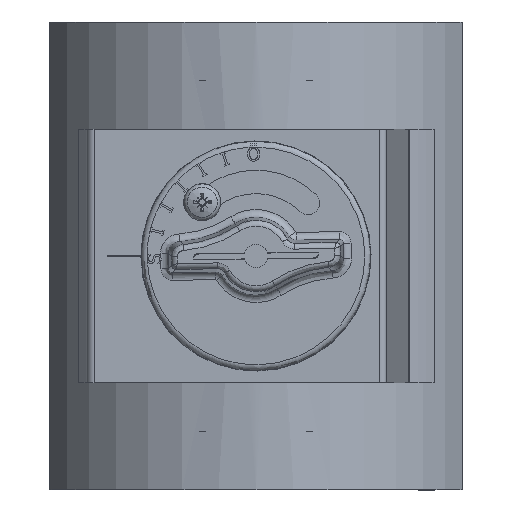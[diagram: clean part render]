
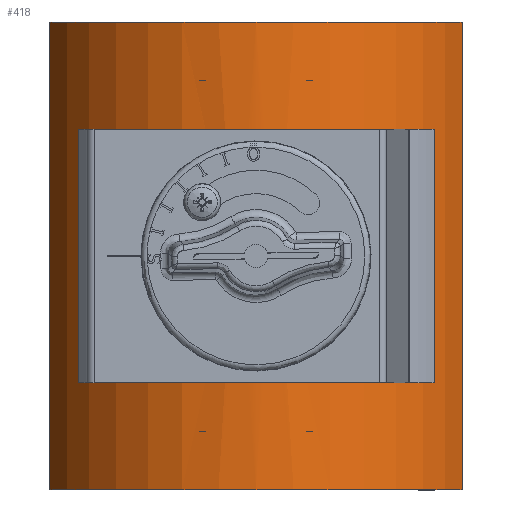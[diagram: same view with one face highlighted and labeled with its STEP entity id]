
A CAD part, left-side view. The second image highlights one B-rep face of the part: STEP entity #418.
In plain terms, the highlighted cylindrical face has radius 56.9 mm (diameter 113.8 mm), a partial arc.
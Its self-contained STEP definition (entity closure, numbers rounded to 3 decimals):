
#219=CARTESIAN_POINT('',(-56.9,0.,6.));
#220=VERTEX_POINT('',#219);
#228=CARTESIAN_POINT('',(-56.9,0.,6.));
#229=CARTESIAN_POINT('',(-56.9,-1.735,6.));
#230=CARTESIAN_POINT('',(-56.806,-3.453,5.218));
#231=CARTESIAN_POINT('',(-56.715,-4.582,3.915));
#232=CARTESIAN_POINT('',(-56.625,-5.697,2.628));
#233=CARTESIAN_POINT('',(-56.56,-6.22,0.855));
#234=CARTESIAN_POINT('',(-56.584,-5.985,-0.827));
#235=CARTESIAN_POINT('',(-56.609,-5.749,-2.517));
#236=CARTESIAN_POINT('',(-56.72,-4.751,-4.086));
#237=CARTESIAN_POINT('',(-56.803,-3.313,-5.02));
#238=CARTESIAN_POINT('',(-56.886,-1.899,-5.939));
#239=CARTESIAN_POINT('',(-56.923,-0.083,-6.23));
#240=CARTESIAN_POINT('',(-56.879,1.553,-5.799));
#241=CARTESIAN_POINT('',(-56.833,3.223,-5.36));
#242=CARTESIAN_POINT('',(-56.713,4.675,-4.174));
#243=CARTESIAN_POINT('',(-56.64,5.431,-2.634));
#244=CARTESIAN_POINT('',(-56.569,6.175,-1.117));
#245=CARTESIAN_POINT('',(-56.561,6.235,0.718));
#246=CARTESIAN_POINT('',(-56.625,5.591,2.279));
#247=CARTESIAN_POINT('',(-56.689,4.941,3.854));
#248=CARTESIAN_POINT('',(-56.81,3.585,5.125));
#249=CARTESIAN_POINT('',(-56.866,1.961,5.676));
#250=CARTESIAN_POINT('',(-56.888,1.331,5.89));
#251=CARTESIAN_POINT('',(-56.9,0.666,6.));
#252=CARTESIAN_POINT('',(-56.9,0.,6.));
#253=B_SPLINE_CURVE_WITH_KNOTS('',3,(#228,#229,#230,#231,#232,#233,#234,#235,#236,#237,#238,#239,#240,#241,#242,#243,#244,#245,#246,#247,#248,#249,#250,#251,#252),.UNSPECIFIED.,.T.,.U.,(4,3,3,3,3,3,3,3,4),(-3.142,-2.282,-1.432,-0.58,0.259,1.116,1.961,2.812,3.142),.UNSPECIFIED.);
#254=EDGE_CURVE('',#220,#220,#253,.T.);
#276=CARTESIAN_POINT('',(-21.119,52.836,60.));
#277=VERTEX_POINT('',#276);
#284=CARTESIAN_POINT('',(-21.119,-52.836,60.));
#285=VERTEX_POINT('',#284);
#286=CARTESIAN_POINT('',(0.,0.,60.));
#287=DIRECTION('',(0.0,0.0,1.0));
#288=DIRECTION('',(-0.371,0.929,0.0));
#289=AXIS2_PLACEMENT_3D('',#286,#287,#288);
#290=CIRCLE('',#289,56.9);
#291=EDGE_CURVE('',#277,#285,#290,.T.);
#315=CARTESIAN_POINT('',(-21.119,52.836,-60.));
#316=VERTEX_POINT('',#315);
#323=CARTESIAN_POINT('',(-21.119,52.836,-60.));
#324=DIRECTION('',(0.0,0.0,1.0));
#325=VECTOR('',#324,120.);
#326=LINE('',#323,#325);
#327=EDGE_CURVE('',#316,#277,#326,.T.);
#347=CARTESIAN_POINT('',(-21.119,-52.836,-60.));
#348=VERTEX_POINT('',#347);
#355=CARTESIAN_POINT('',(0.,0.,-60.));
#356=DIRECTION('',(0.0,0.0,1.0));
#357=DIRECTION('',(-0.371,0.929,0.0));
#358=AXIS2_PLACEMENT_3D('',#355,#356,#357);
#359=CIRCLE('',#358,56.9);
#360=EDGE_CURVE('',#316,#348,#359,.T.);
#378=CARTESIAN_POINT('',(-21.119,-52.836,-60.));
#379=DIRECTION('',(0.0,0.0,1.0));
#380=VECTOR('',#379,120.);
#381=LINE('',#378,#380);
#382=EDGE_CURVE('',#348,#285,#381,.T.);
#404=CARTESIAN_POINT('',(0.0,0.,0.));
#405=DIRECTION('',(0.,0.,1.0));
#406=DIRECTION('',(-0.371,0.929,0.));
#407=AXIS2_PLACEMENT_3D('',#404,#405,#406);
#408=CYLINDRICAL_SURFACE('',#407,56.9);
#409=ORIENTED_EDGE('',*,*,#254,.T.);
#410=EDGE_LOOP('',(#409));
#411=FACE_OUTER_BOUND('',#410,.T.);
#412=ORIENTED_EDGE('',*,*,#382,.T.);
#413=ORIENTED_EDGE('',*,*,#291,.F.);
#414=ORIENTED_EDGE('',*,*,#327,.F.);
#415=ORIENTED_EDGE('',*,*,#360,.T.);
#416=EDGE_LOOP('',(#412,#413,#414,#415));
#417=FACE_BOUND('',#416,.T.);
#418=ADVANCED_FACE('',(#411,#417),#408,.T.);
